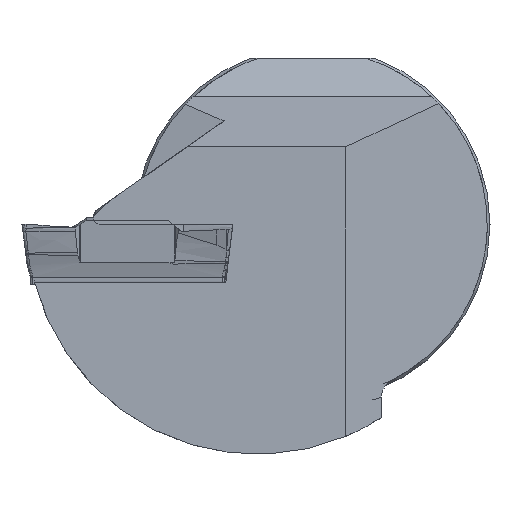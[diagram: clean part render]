
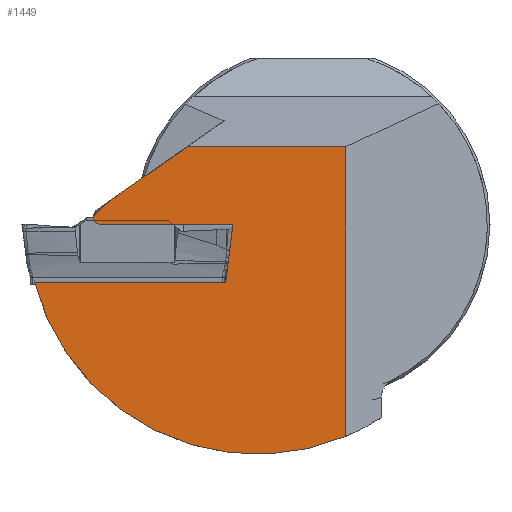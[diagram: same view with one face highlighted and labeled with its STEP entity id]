
A CAD part, left-side view. The second image highlights one B-rep face of the part: STEP entity #1449.
In plain terms, the highlighted planar face has unit normal (-1, 0, 0).
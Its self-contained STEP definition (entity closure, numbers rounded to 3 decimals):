
#1138=ELLIPSE('',#3579,0.503,0.5);
#1449=ADVANCED_FACE('',(#1623),#1588,.T.);
#1588=PLANE('',#3580);
#1623=FACE_OUTER_BOUND('',#1762,.T.);
#1762=EDGE_LOOP('',(#2073,#2074,#2075,#2076,#2077,#2078,#2079,#2080,#2081));
#1903=LINE('',#3976,#1985);
#1904=LINE('',#3979,#1986);
#1905=LINE('',#3981,#1987);
#1906=LINE('',#3985,#1988);
#1907=LINE('',#3987,#1989);
#1908=LINE('',#3989,#1990);
#1909=LINE('',#3991,#1991);
#1985=VECTOR('',#3679,1.);
#1986=VECTOR('',#3680,1.);
#1987=VECTOR('',#3681,1.);
#1988=VECTOR('',#3684,1.);
#1989=VECTOR('',#3685,1.);
#1990=VECTOR('',#3686,1.);
#1991=VECTOR('',#3687,1.);
#2073=ORIENTED_EDGE('',*,*,#3155,.F.);
#2074=ORIENTED_EDGE('',*,*,#3156,.F.);
#2075=ORIENTED_EDGE('',*,*,#3157,.F.);
#2076=ORIENTED_EDGE('',*,*,#3158,.T.);
#2077=ORIENTED_EDGE('',*,*,#3159,.F.);
#2078=ORIENTED_EDGE('',*,*,#3160,.F.);
#2079=ORIENTED_EDGE('',*,*,#3161,.F.);
#2080=ORIENTED_EDGE('',*,*,#3162,.F.);
#2081=ORIENTED_EDGE('',*,*,#3163,.F.);
#2883=VERTEX_POINT('',#3977);
#2884=VERTEX_POINT('',#3978);
#2885=VERTEX_POINT('',#3980);
#2886=VERTEX_POINT('',#3982);
#2887=VERTEX_POINT('',#3984);
#2888=VERTEX_POINT('',#3986);
#2889=VERTEX_POINT('',#3988);
#2890=VERTEX_POINT('',#3990);
#2891=VERTEX_POINT('',#3992);
#3155=EDGE_CURVE('',#2883,#2884,#1903,.T.);
#3156=EDGE_CURVE('',#2885,#2883,#1904,.T.);
#3157=EDGE_CURVE('',#2886,#2885,#1905,.T.);
#3158=EDGE_CURVE('',#2886,#2887,#3557,.T.);
#3159=EDGE_CURVE('',#2888,#2887,#1906,.T.);
#3160=EDGE_CURVE('',#2889,#2888,#1907,.T.);
#3161=EDGE_CURVE('',#2890,#2889,#1908,.T.);
#3162=EDGE_CURVE('',#2891,#2890,#1909,.T.);
#3163=EDGE_CURVE('',#2884,#2891,#1138,.T.);
#3557=CIRCLE('',#3578,20.7);
#3578=AXIS2_PLACEMENT_3D('',#3983,#3682,#3683);
#3579=AXIS2_PLACEMENT_3D('',#3993,#3688,#3689);
#3580=AXIS2_PLACEMENT_3D('',#3994,#3690,#3691);
#3679=DIRECTION('',(0.,1.,0.));
#3680=DIRECTION('',(0.,-0.121,0.993));
#3681=DIRECTION('',(0.,-1.,0.));
#3682=DIRECTION('',(-1.,0.,0.));
#3683=DIRECTION('',(0.,0.,1.));
#3684=DIRECTION('',(0.,0.,-1.));
#3685=DIRECTION('',(0.,-1.,0.));
#3686=DIRECTION('',(0.,-0.819,0.574));
#3687=DIRECTION('',(0.,-0.731,0.682));
#3688=DIRECTION('',(1.,0.,0.));
#3689=DIRECTION('',(0.,0.,1.));
#3690=DIRECTION('',(-1.,0.,0.));
#3691=DIRECTION('',(0.,0.,1.));
#3976=CARTESIAN_POINT('',(0.4,0.,0.033));
#3977=CARTESIAN_POINT('',(0.4,7.17,0.033));
#3978=CARTESIAN_POINT('',(0.4,19.201,0.033));
#3979=CARTESIAN_POINT('',(0.4,7.068,0.863));
#3980=CARTESIAN_POINT('',(0.4,7.808,-5.195));
#3981=CARTESIAN_POINT('',(0.4,0.,-5.195));
#3982=CARTESIAN_POINT('',(0.4,25.037,-5.195));
#3983=CARTESIAN_POINT('',(0.4,5.,0.));
#3984=CARTESIAN_POINT('',(0.4,-3.,-19.092));
#3985=CARTESIAN_POINT('',(0.4,-3.,348.291));
#3986=CARTESIAN_POINT('',(0.4,-3.,7.));
#3987=CARTESIAN_POINT('',(0.4,338.863,7.));
#3988=CARTESIAN_POINT('',(0.4,11.295,7.));
#3989=CARTESIAN_POINT('',(0.4,28.551,-5.083));
#3990=CARTESIAN_POINT('',(0.4,18.159,2.193));
#3991=CARTESIAN_POINT('',(0.4,9.543,10.231));
#3992=CARTESIAN_POINT('',(0.4,19.541,0.905));
#3993=CARTESIAN_POINT('',(0.4,19.201,0.536));
#3994=CARTESIAN_POINT('',(0.4,0.,0.));
